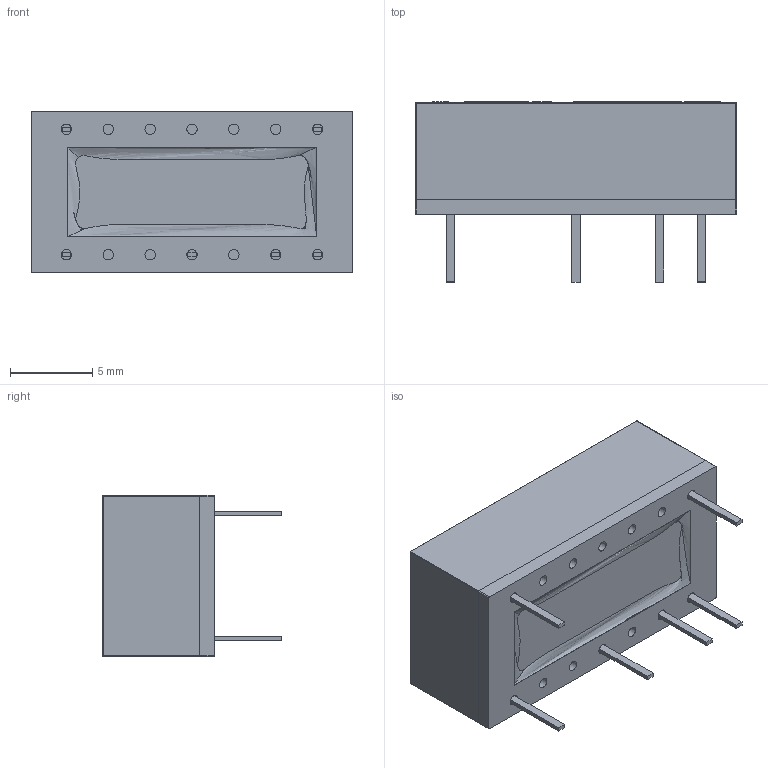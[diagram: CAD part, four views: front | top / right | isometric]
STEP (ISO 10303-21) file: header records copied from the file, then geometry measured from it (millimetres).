
FILE_DESCRIPTION (( 'STEP AP214' ), '1' );
FILE_NAME ('mps_dcdc_mea1d_dc_a.STEP', '2014-10-04T16:42:37', ( '' ), ( '' ), 'SwSTEP 2.0', 'SolidWorks 2014', '' );
FILE_SCHEMA (( 'AUTOMOTIVE_DESIGN' ));
Length unit declared in the file: millimetre
Products named in the file (1): mps_dcdc_mea1d_dc_a
Bounding box: 19.5 x 10.92 x 9.8 mm (x, y, z)
Volume: 1547 mm3; surface area: 2393.7 mm2
Topology: 38 solids, 38 shells, 656 faces, 1706 edges, 1140 vertices
Faces by surface type: plane 453, cylinder 140, bspline 59, sphere 4
Full cylindrical faces by diameter (mm): 0.63 x14, 1 x1
Entity records: 30529 total; most frequent: CARTESIAN_POINT 7122, ORIENTED_EDGE 3346, DIRECTION 3009, EDGE_CURVE 1673, LINE 1253, VECTOR 1253, VERTEX_POINT 1126, AXIS2_PLACEMENT_3D 878
